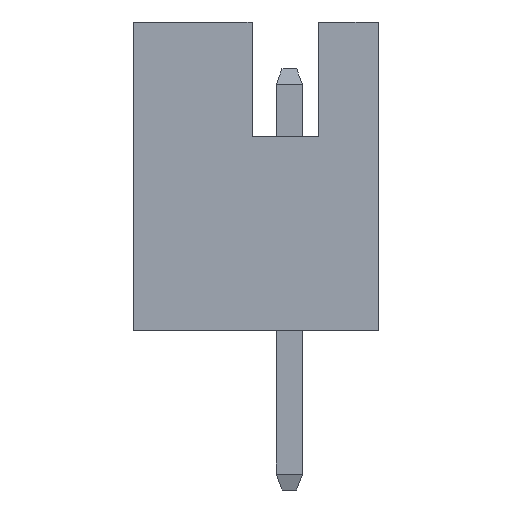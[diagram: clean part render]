
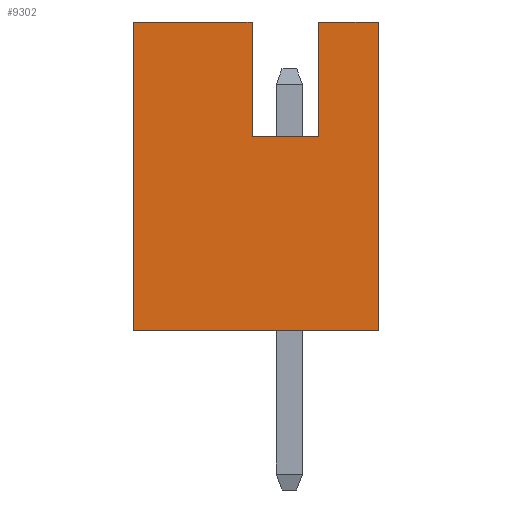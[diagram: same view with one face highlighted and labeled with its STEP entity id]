
A CAD part, left-side view. The second image highlights one B-rep face of the part: STEP entity #9302.
In plain terms, the highlighted planar face has unit normal (-1, 0, 0).
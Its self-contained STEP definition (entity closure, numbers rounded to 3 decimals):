
#629=ORIENTED_EDGE('',*,*,#2487,.T.);
#630=ORIENTED_EDGE('',*,*,#2488,.T.);
#631=ORIENTED_EDGE('',*,*,#2489,.T.);
#632=ORIENTED_EDGE('',*,*,#2412,.T.);
#633=ORIENTED_EDGE('',*,*,#2353,.F.);
#634=ORIENTED_EDGE('',*,*,#2296,.F.);
#635=ORIENTED_EDGE('',*,*,#2280,.T.);
#636=ORIENTED_EDGE('',*,*,#2490,.T.);
#2280=EDGE_CURVE('',#3242,#3241,#3852,.T.);
#2296=EDGE_CURVE('',#3242,#3254,#3868,.T.);
#2353=EDGE_CURVE('',#3254,#3307,#3925,.T.);
#2412=EDGE_CURVE('',#3332,#3307,#3984,.T.);
#2487=EDGE_CURVE('',#3407,#3408,#4059,.T.);
#2488=EDGE_CURVE('',#3408,#3409,#4060,.T.);
#2489=EDGE_CURVE('',#3409,#3332,#4061,.T.);
#2490=EDGE_CURVE('',#3241,#3407,#4062,.T.);
#3241=VERTEX_POINT('',#11508);
#3242=VERTEX_POINT('',#11510);
#3254=VERTEX_POINT('',#11541);
#3307=VERTEX_POINT('',#11655);
#3332=VERTEX_POINT('',#11715);
#3407=VERTEX_POINT('',#11915);
#3408=VERTEX_POINT('',#11916);
#3409=VERTEX_POINT('',#11918);
#3852=LINE('',#11509,#4550);
#3868=LINE('',#11540,#4566);
#3925=LINE('',#11654,#4623);
#3984=LINE('',#11770,#4682);
#4059=LINE('',#11914,#4757);
#4060=LINE('',#11917,#4758);
#4061=LINE('',#11919,#4759);
#4062=LINE('',#11920,#4760);
#4550=VECTOR('',#10076,1000.);
#4566=VECTOR('',#10098,1000.);
#4623=VECTOR('',#10163,1000.);
#4682=VECTOR('',#10232,1000.);
#4757=VECTOR('',#10349,1000.);
#4758=VECTOR('',#10350,1000.);
#4759=VECTOR('',#10351,1000.);
#4760=VECTOR('',#10352,1000.);
#5272=EDGE_LOOP('',(#629,#630,#631,#632,#633,#634,#635,#636));
#5698=FACE_BOUND('',#5272,.T.);
#6124=PLANE('',#9729);
#9302=ADVANCED_FACE('',(#5698),#6124,.T.);
#9729=AXIS2_PLACEMENT_3D('',#11913,#10347,#10348);
#10076=DIRECTION('',(0.,1.,0.));
#10098=DIRECTION('',(0.,0.,-1.));
#10163=DIRECTION('',(0.,1.,0.));
#10232=DIRECTION('',(0.,0.,-1.));
#10347=DIRECTION('',(-1.,0.,0.));
#10348=DIRECTION('',(0.,0.,1.));
#10349=DIRECTION('',(0.,1.,0.));
#10350=DIRECTION('',(0.,0.,1.));
#10351=DIRECTION('',(0.,1.,0.));
#10352=DIRECTION('',(0.,0.,-1.));
#11508=CARTESIAN_POINT('',(-8.93,-0.557,5.893));
#11509=CARTESIAN_POINT('',(-8.93,-1.7,5.893));
#11510=CARTESIAN_POINT('',(-8.93,-1.7,5.893));
#11540=CARTESIAN_POINT('',(-8.93,-1.7,1.88));
#11541=CARTESIAN_POINT('',(-8.93,-1.7,0.));
#11654=CARTESIAN_POINT('',(-8.93,-1.7,0.));
#11655=CARTESIAN_POINT('',(-8.93,2.974,0.));
#11715=CARTESIAN_POINT('',(-8.93,2.974,5.893));
#11770=CARTESIAN_POINT('',(-8.93,2.974,1.88));
#11913=CARTESIAN_POINT('',(-8.93,-1.7,1.88));
#11914=CARTESIAN_POINT('',(-8.93,-0.557,3.708));
#11915=CARTESIAN_POINT('',(-8.93,-0.557,3.708));
#11916=CARTESIAN_POINT('',(-8.93,0.713,3.708));
#11917=CARTESIAN_POINT('',(-8.93,0.713,3.708));
#11918=CARTESIAN_POINT('',(-8.93,0.713,5.893));
#11919=CARTESIAN_POINT('',(-8.93,-1.7,5.893));
#11920=CARTESIAN_POINT('',(-8.93,-0.557,5.893));
